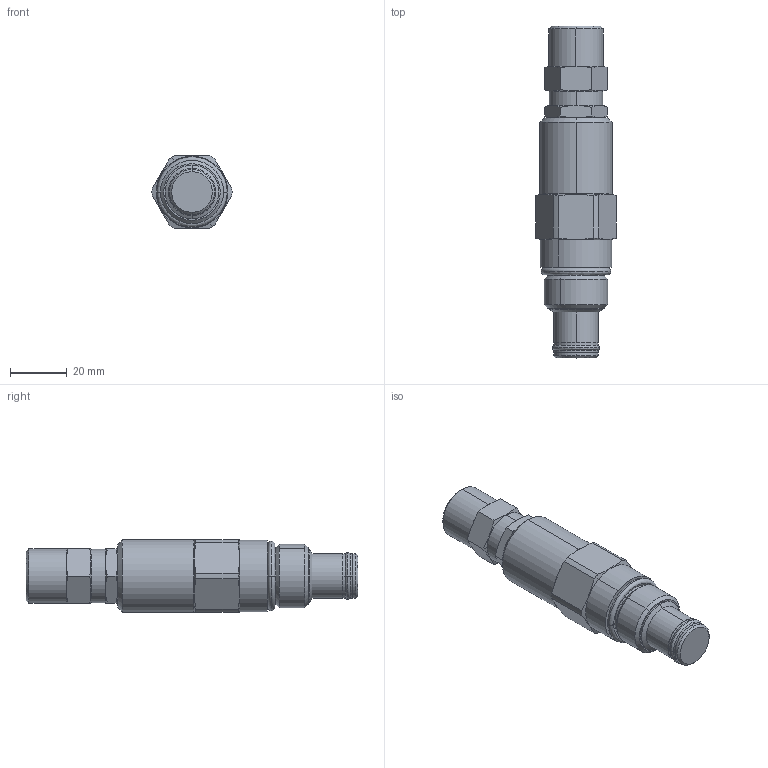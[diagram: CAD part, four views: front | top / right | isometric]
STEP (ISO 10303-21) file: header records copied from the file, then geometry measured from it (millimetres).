
FILE_DESCRIPTION((''),'2;1');
FILE_NAME('PRT0012','2009-03-21T',('JCS'),(''),'PRO/ENGINEER BY PARAMETRIC TECHNOLOGY CORPORATION, 2008510','PRO/ENGINEER BY PARAMETRIC TECHNOLOGY CORPORATION, 2008510','');
FILE_SCHEMA(('CONFIG_CONTROL_DESIGN'));
Length unit declared in the file: inch
Products named in the file (1): PRT0012
Bounding box: 28.19 x 116.66 x 25.4 mm (x, y, z)
Volume: 45668.5 mm3; surface area: 10561.1 mm2
Topology: 3 solids, 3 shells, 132 faces, 288 edges, 168 vertices
Faces by surface type: cone 44, plane 30, cylinder 30, revolution 16, torus 12
Entity records: 4308 total; most frequent: CARTESIAN_POINT 1428, DIRECTION 600, ORIENTED_EDGE 576, EDGE_CURVE 288, AXIS2_PLACEMENT_3D 256, VERTEX_POINT 168, EDGE_LOOP 142, CIRCLE 140
